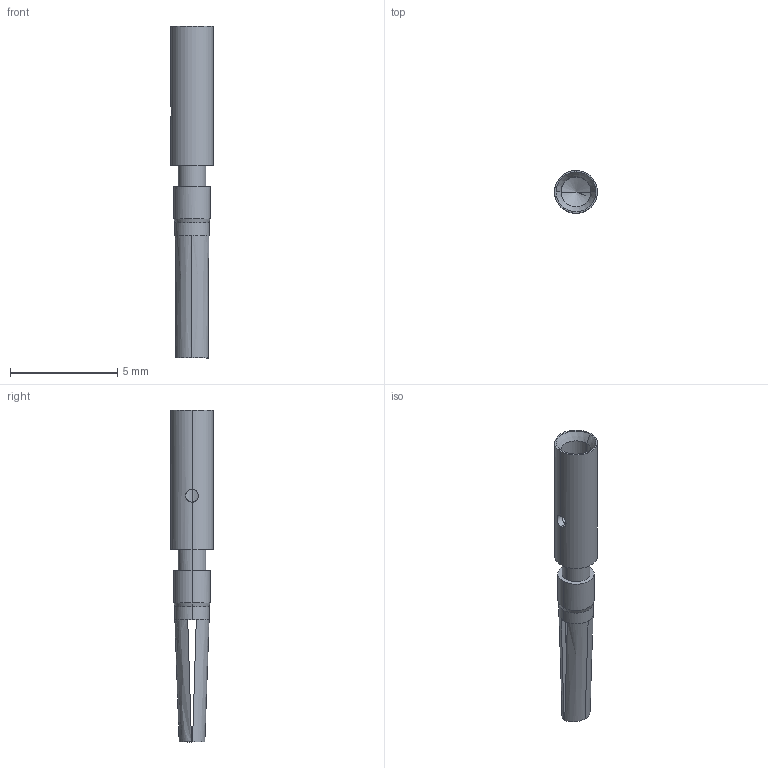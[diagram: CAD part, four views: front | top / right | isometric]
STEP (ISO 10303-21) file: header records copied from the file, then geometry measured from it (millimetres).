
FILE_DESCRIPTION(('CATIA V5 STEP Exchange','CAx-IF Rec.Pracs.--- Model Styling and Organization---1.4--- 2014-01-23'),'2;1');
FILE_NAME ('227433-1_1', '2019-07-22T13:49:25+00:00', ('none'), ('Weidmueller'), 'CATIA Version 5-6 Release 2016 SP3 HF44', 'CATIA V5 STEP AP214', 'none');
FILE_SCHEMA(('AUTOMOTIVE_DESIGN { 1 0 10303 214 1 1 1 1 }'));
Length unit declared in the file: millimetre
Products named in the file (1): 2565930000
Bounding box: 2 x 2 x 15.5 mm (x, y, z)
Volume: 24 mm3; surface area: 128.4 mm2
Topology: 1 solids, 1 shells, 38 faces, 100 edges, 61 vertices
Faces by surface type: cylinder 12, bspline 9, plane 9, cone 8
Entity records: 1487 total; most frequent: CARTESIAN_POINT 706, ORIENTED_EDGE 192, DIRECTION 101, EDGE_CURVE 96, VERTEX_POINT 61, AXIS2_PLACEMENT_3D 47, EDGE_LOOP 41, ADVANCED_FACE 38
